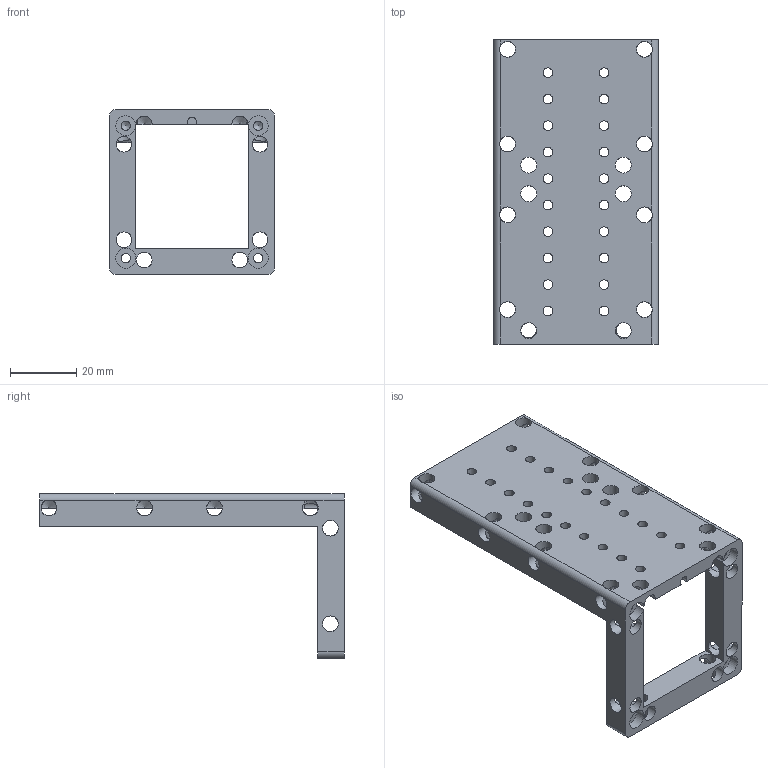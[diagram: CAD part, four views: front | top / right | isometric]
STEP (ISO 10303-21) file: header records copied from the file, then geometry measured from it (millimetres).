
FILE_DESCRIPTION(/* description */ (''),/* implementation_level */ '2;1');
FILE_NAME(/* name */ '30_Linear_Stage_NEMA11_China_base_universal_v2.ipt.step',/* time_stamp */ '2022-11-29T08:23:05+01:00',/* author */ ('wanghaoran'),/* organization */ (''),/* preprocessor_version */ 'ST-DEVELOPER v18.1',/* originating_system */ 'Autodesk Inventor 2022',/* authorisation */ '');
FILE_SCHEMA (('AUTOMOTIVE_DESIGN { 1 0 10303 214 3 1 1 }'));
Length unit declared in the file: millimetre
Products named in the file (1): 300_Linear_Stage_NEMA11_China_base_universal_v2
Bounding box: 49.8 x 92 x 49.8 mm (x, y, z)
Volume: 30228.9 mm3; surface area: 18805.8 mm2
Topology: 1 solids, 1 shells, 123 faces, 548 edges, 360 vertices
Faces by surface type: cylinder 86, plane 23, cone 14
Full cylindrical faces by diameter (mm): 2.8 x10, 2.9 x20, 4.8 x42, 6 x2
Entity records: 7315 total; most frequent: CARTESIAN_POINT 2691, ORIENTED_EDGE 1076, DIRECTION 856, EDGE_CURVE 538, VERTEX_POINT 360, AXIS2_PLACEMENT_3D 322, EDGE_LOOP 216, LINE 212
